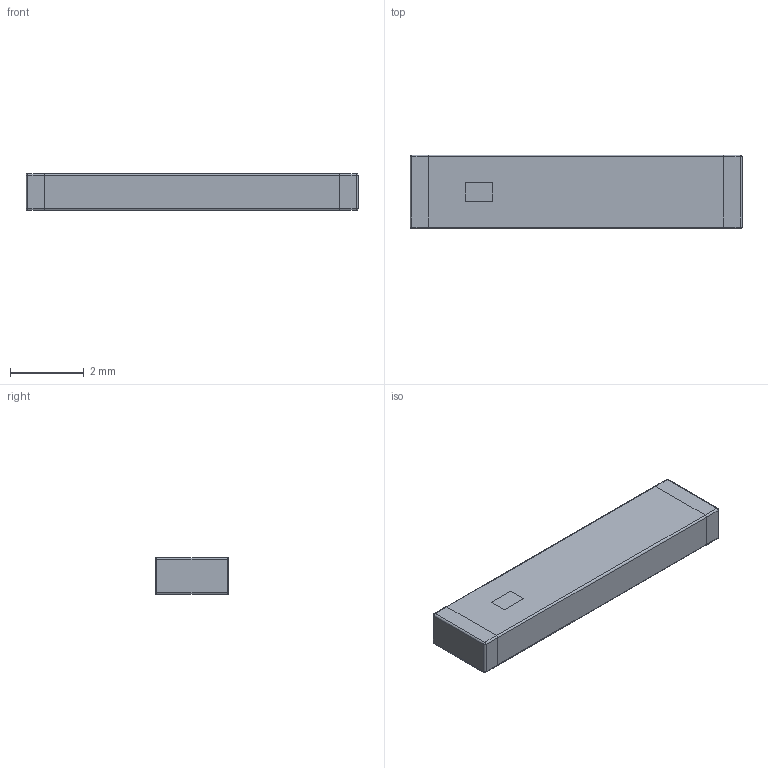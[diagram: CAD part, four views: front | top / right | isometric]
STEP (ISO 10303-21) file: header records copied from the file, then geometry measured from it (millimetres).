
FILE_DESCRIPTION(/* description */ ('Unknown'),/* implementation_level */ '2;1');
FILE_NAME(/* name */ '74889102450',/* time_stamp */ '2021-03-22T11:52:00+01:00',/* author */ ('Unknown'),/* organization */ ('Unknown'),/* preprocessor_version */ 'ST-DEVELOPER v16.7',/* originating_system */ 'DEX',/* authorisation */ $);
FILE_SCHEMA (('AUTOMOTIVE_DESIGN {1 0 10303 214 3 1 1}'));
Length unit declared in the file: millimetre
Products named in the file (5): 74889102450; ceramic; SolderCap; marking; vias
Assembly tree (5 placements, depth 2):
  74889102450
    ceramic
    SolderCap  x2
    marking
    vias
Bounding box: 9 x 2 x 1 mm (x, y, z)
Volume: 18 mm3; surface area: 116.6 mm2
Topology: 5 solids, 5 shells, 235 faces, 614 edges, 386 vertices
Faces by surface type: plane 177, cylinder 50, sphere 8
Full cylindrical faces by diameter (mm): 0.2 x30
Entity records: 6205 total; most frequent: DIRECTION 1076, CARTESIAN_POINT 1044, ORIENTED_EDGE 996, EDGE_CURVE 498, AXIS2_PLACEMENT_3D 360, LINE 356, VECTOR 356, VERTEX_POINT 328
